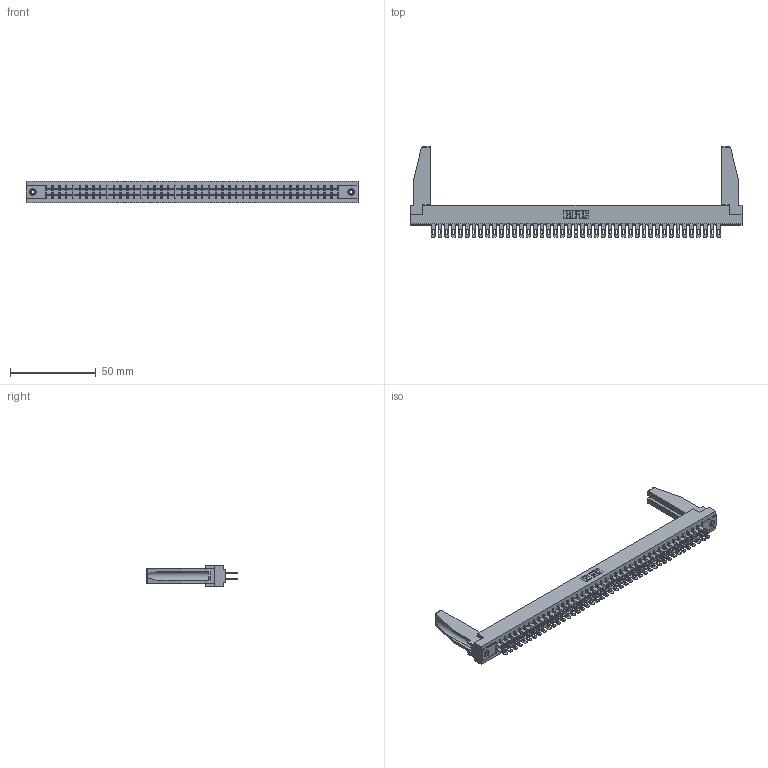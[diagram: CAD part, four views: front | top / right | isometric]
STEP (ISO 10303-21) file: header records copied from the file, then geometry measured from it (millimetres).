
FILE_DESCRIPTION (( 'STEP AP203' ), '1' );
FILE_NAME ('355-086-500-278.STEP', '2019-09-13T16:26:49', ( '' ), ( '' ), 'SwSTEP 2.0', 'SolidWorks 2016', '' );
FILE_SCHEMA (( 'CONFIG_CONTROL_DESIGN' ));
Length unit declared in the file: inch
Products named in the file (5): 305 Part_.156 Dia; 345-250-001_345-250-001-102; 355-086-500-278; 305-290-001_500; 307-220-078
Assembly tree (91 placements, depth 2):
  355-086-500-278
    305 Part_.156 Dia
    305-290-001_500  x86
    345-250-001_345-250-001-102  x2
    307-220-078  x2
Bounding box: 193.4 x 52.88 x 12.7 mm (x, y, z)
Volume: 24433.7 mm3; surface area: 31552.9 mm2
Topology: 91 solids, 91 shells, 4546 faces, 12987 edges, 8418 vertices
Faces by surface type: plane 2560, cylinder 1798, sphere 172, cone 12, torus 4
Entity records: 48897 total; most frequent: CARTESIAN_POINT 8097, ORIENTED_EDGE 7996, DIRECTION 7792, EDGE_CURVE 3998, LINE 3230, VECTOR 3230, VERTEX_POINT 2544, AXIS2_PLACEMENT_3D 2281
